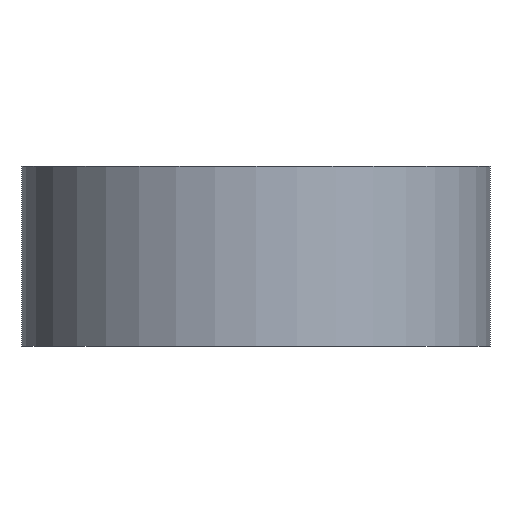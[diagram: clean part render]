
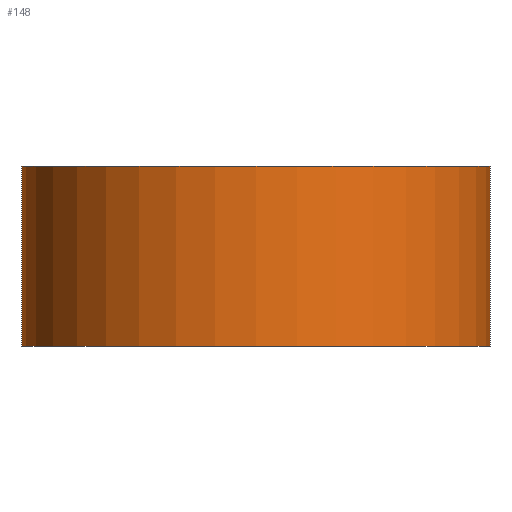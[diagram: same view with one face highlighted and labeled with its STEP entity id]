
A CAD part, left-side view. The second image highlights one B-rep face of the part: STEP entity #148.
In plain terms, the highlighted cylindrical face has radius 19.5 mm (diameter 39 mm), a partial arc.
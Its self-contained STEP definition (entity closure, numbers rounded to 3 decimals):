
#29=FACE_OUTER_BOUND('',#38,.T.);
#38=EDGE_LOOP('',(#123,#124,#125,#126));
#47=LINE('',#247,#57);
#53=LINE('',#262,#63);
#57=VECTOR('',#203,10.);
#63=VECTOR('',#217,10.);
#70=CIRCLE('',#178,19.5);
#71=CIRCLE('',#179,19.5);
#76=VERTEX_POINT('',#243);
#78=VERTEX_POINT('',#246);
#82=VERTEX_POINT('',#258);
#83=VERTEX_POINT('',#260);
#91=EDGE_CURVE('',#76,#78,#47,.T.);
#99=EDGE_CURVE('',#82,#83,#53,.T.);
#100=EDGE_CURVE('',#76,#82,#70,.T.);
#101=EDGE_CURVE('',#78,#83,#71,.T.);
#123=ORIENTED_EDGE('',*,*,#100,.T.);
#124=ORIENTED_EDGE('',*,*,#99,.T.);
#125=ORIENTED_EDGE('',*,*,#101,.F.);
#126=ORIENTED_EDGE('',*,*,#91,.F.);
#141=CYLINDRICAL_SURFACE('',#177,19.5);
#148=ADVANCED_FACE('',(#29),#141,.T.);
#177=AXIS2_PLACEMENT_3D('',#263,#218,#219);
#178=AXIS2_PLACEMENT_3D('',#264,#220,#221);
#179=AXIS2_PLACEMENT_3D('',#265,#222,#223);
#203=DIRECTION('',(0.,0.,1.));
#217=DIRECTION('',(0.,0.,1.));
#218=DIRECTION('center_axis',(0.,0.,1.));
#219=DIRECTION('ref_axis',(0.,1.,0.));
#220=DIRECTION('center_axis',(0.,0.,1.));
#221=DIRECTION('ref_axis',(0.,1.,0.));
#222=DIRECTION('center_axis',(0.,0.,1.));
#223=DIRECTION('ref_axis',(0.,1.,0.));
#243=CARTESIAN_POINT('',(-26.25,19.5,0.));
#246=CARTESIAN_POINT('',(-26.25,19.5,15.));
#247=CARTESIAN_POINT('',(-26.25,19.5,0.));
#258=CARTESIAN_POINT('',(-26.25,-19.5,0.));
#260=CARTESIAN_POINT('',(-26.25,-19.5,15.));
#262=CARTESIAN_POINT('',(-26.25,-19.5,0.));
#263=CARTESIAN_POINT('Origin',(-26.25,0.,0.));
#264=CARTESIAN_POINT('Origin',(-26.25,0.,0.));
#265=CARTESIAN_POINT('Origin',(-26.25,0.,15.));
